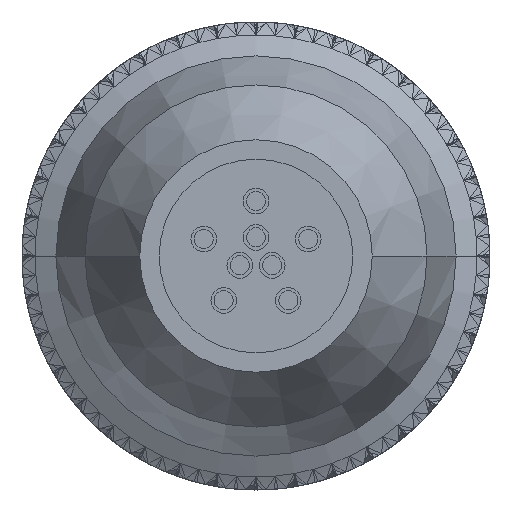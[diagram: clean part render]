
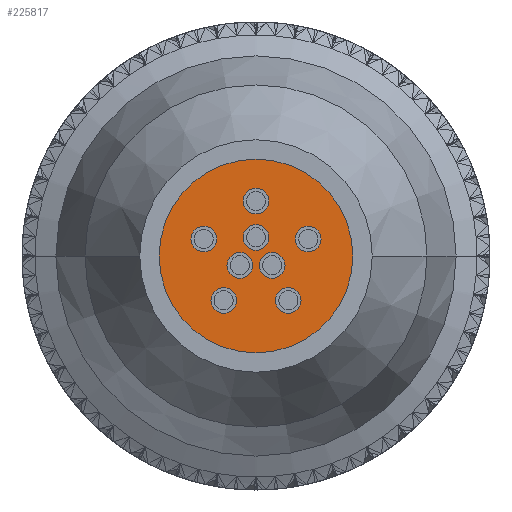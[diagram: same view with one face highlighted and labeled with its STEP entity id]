
A CAD part, left-side view. The second image highlights one B-rep face of the part: STEP entity #225817.
In plain terms, the highlighted face is planar.
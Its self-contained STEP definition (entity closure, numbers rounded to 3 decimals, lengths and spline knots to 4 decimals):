
#224480=CARTESIAN_POINT('',(0.,0.,250.));
#224481=DIRECTION('',(0.,0.,1.));
#224482=DIRECTION('',(1.,0.,0.));
#224483=AXIS2_PLACEMENT_3D('',#224480,#224481,#224482);
#224488=CARTESIAN_POINT('',(0.,0.,250.));
#224489=DIRECTION('',(0.,0.,1.));
#224490=DIRECTION('',(-1.,0.,0.));
#224491=AXIS2_PLACEMENT_3D('',#224488,#224489,#224490);
#224496=CARTESIAN_POINT('',(0.,1.7013,250.));
#224497=DIRECTION('',(0.,0.,1.));
#224498=DIRECTION('',(1.,0.,0.));
#224499=AXIS2_PLACEMENT_3D('',#224496,#224497,#224498);
#224504=CARTESIAN_POINT('',(0.,1.7013,250.));
#224505=DIRECTION('',(0.,0.,1.));
#224506=DIRECTION('',(-1.,0.,0.));
#224507=AXIS2_PLACEMENT_3D('',#224504,#224505,#224506);
#224512=CARTESIAN_POINT('',(1.618,0.5257,250.));
#224513=DIRECTION('',(0.,0.,1.));
#224514=DIRECTION('',(1.,0.,0.));
#224515=AXIS2_PLACEMENT_3D('',#224512,#224513,#224514);
#224520=CARTESIAN_POINT('',(1.618,0.5257,250.));
#224521=DIRECTION('',(0.,0.,1.));
#224522=DIRECTION('',(-1.,0.,0.));
#224523=AXIS2_PLACEMENT_3D('',#224520,#224521,#224522);
#224528=CARTESIAN_POINT('',(1.,-1.3764,250.));
#224529=DIRECTION('',(0.,0.,1.));
#224530=DIRECTION('',(1.,0.,0.));
#224531=AXIS2_PLACEMENT_3D('',#224528,#224529,#224530);
#224536=CARTESIAN_POINT('',(1.,-1.3764,250.));
#224537=DIRECTION('',(0.,0.,1.));
#224538=DIRECTION('',(-1.,0.,0.));
#224539=AXIS2_PLACEMENT_3D('',#224536,#224537,#224538);
#224544=CARTESIAN_POINT('',(-1.,-1.3764,250.));
#224545=DIRECTION('',(0.,0.,1.));
#224546=DIRECTION('',(1.,0.,0.));
#224547=AXIS2_PLACEMENT_3D('',#224544,#224545,#224546);
#224552=CARTESIAN_POINT('',(-1.,-1.3764,250.));
#224553=DIRECTION('',(0.,0.,1.));
#224554=DIRECTION('',(-1.,0.,0.));
#224555=AXIS2_PLACEMENT_3D('',#224552,#224553,#224554);
#224560=CARTESIAN_POINT('',(-1.618,0.5257,250.));
#224561=DIRECTION('',(0.,0.,1.));
#224562=DIRECTION('',(1.,0.,0.));
#224563=AXIS2_PLACEMENT_3D('',#224560,#224561,#224562);
#224568=CARTESIAN_POINT('',(-1.618,0.5257,250.));
#224569=DIRECTION('',(0.,0.,1.));
#224570=DIRECTION('',(-1.,0.,0.));
#224571=AXIS2_PLACEMENT_3D('',#224568,#224569,#224570);
#224576=CARTESIAN_POINT('',(0.,0.5774,250.));
#224577=DIRECTION('',(0.,0.,1.));
#224578=DIRECTION('',(1.,0.,0.));
#224579=AXIS2_PLACEMENT_3D('',#224576,#224577,#224578);
#224584=CARTESIAN_POINT('',(0.,0.5774,250.));
#224585=DIRECTION('',(0.,0.,1.));
#224586=DIRECTION('',(-1.,0.,0.));
#224587=AXIS2_PLACEMENT_3D('',#224584,#224585,#224586);
#224592=CARTESIAN_POINT('',(-0.5,-0.2887,250.));
#224593=DIRECTION('',(0.,0.,1.));
#224594=DIRECTION('',(1.,0.,0.));
#224595=AXIS2_PLACEMENT_3D('',#224592,#224593,#224594);
#224600=CARTESIAN_POINT('',(-0.5,-0.2887,250.));
#224601=DIRECTION('',(0.,0.,1.));
#224602=DIRECTION('',(-1.,0.,0.));
#224603=AXIS2_PLACEMENT_3D('',#224600,#224601,#224602);
#224608=CARTESIAN_POINT('',(0.5,-0.2887,250.));
#224609=DIRECTION('',(0.,0.,1.));
#224610=DIRECTION('',(1.,0.,0.));
#224611=AXIS2_PLACEMENT_3D('',#224608,#224609,#224610);
#224616=CARTESIAN_POINT('',(0.5,-0.2887,250.));
#224617=DIRECTION('',(0.,0.,1.));
#224618=DIRECTION('',(-1.,0.,0.));
#224619=AXIS2_PLACEMENT_3D('',#224616,#224617,#224618);
#225476=CARTESIAN_POINT('',(3.,0.,250.));
#225477=CARTESIAN_POINT('',(-3.,0.,250.));
#225478=VERTEX_POINT('',#225476);
#225479=VERTEX_POINT('',#225477);
#225576=CARTESIAN_POINT('',(0.4,1.7013,250.));
#225577=VERTEX_POINT('',#225576);
#225578=CARTESIAN_POINT('',(-0.4,1.7013,250.));
#225579=VERTEX_POINT('',#225578);
#225580=CARTESIAN_POINT('',(2.018,0.5257,250.));
#225581=VERTEX_POINT('',#225580);
#225582=CARTESIAN_POINT('',(1.218,0.5257,250.));
#225583=VERTEX_POINT('',#225582);
#225584=CARTESIAN_POINT('',(1.4,-1.3764,250.));
#225585=VERTEX_POINT('',#225584);
#225586=CARTESIAN_POINT('',(0.6,-1.3764,250.));
#225587=VERTEX_POINT('',#225586);
#225588=CARTESIAN_POINT('',(-0.6,-1.3764,250.));
#225589=VERTEX_POINT('',#225588);
#225590=CARTESIAN_POINT('',(-1.4,-1.3764,250.));
#225591=VERTEX_POINT('',#225590);
#225592=CARTESIAN_POINT('',(-1.218,0.5257,250.));
#225593=VERTEX_POINT('',#225592);
#225594=CARTESIAN_POINT('',(-2.018,0.5257,250.));
#225595=VERTEX_POINT('',#225594);
#225596=CARTESIAN_POINT('',(0.4,0.5774,250.));
#225597=VERTEX_POINT('',#225596);
#225598=CARTESIAN_POINT('',(-0.4,0.5774,250.));
#225599=VERTEX_POINT('',#225598);
#225600=CARTESIAN_POINT('',(-0.1,-0.2887,250.));
#225601=VERTEX_POINT('',#225600);
#225602=CARTESIAN_POINT('',(-0.9,-0.2887,250.));
#225603=VERTEX_POINT('',#225602);
#225604=CARTESIAN_POINT('',(0.9,-0.2887,250.));
#225605=VERTEX_POINT('',#225604);
#225606=CARTESIAN_POINT('',(0.1,-0.2887,250.));
#225607=VERTEX_POINT('',#225606);
#225760=CARTESIAN_POINT('',(0.,0.,250.));
#225761=DIRECTION('',(0.,0.,1.));
#225762=DIRECTION('',(1.,0.,0.));
#225763=AXIS2_PLACEMENT_3D('',#225760,#225761,#225762);
#225764=PLANE('',#225763);
#225765=ORIENTED_EDGE('',*,*,#225740,.F.);
#225766=ORIENTED_EDGE('',*,*,#225754,.F.);
#225767=EDGE_LOOP('',(#225765,#225766));
#225768=FACE_OUTER_BOUND('',#225767,.F.);
#225770=ORIENTED_EDGE('',*,*,#225769,.T.);
#225772=ORIENTED_EDGE('',*,*,#225771,.T.);
#225773=EDGE_LOOP('',(#225770,#225772));
#225774=FACE_BOUND('',#225773,.F.);
#225776=ORIENTED_EDGE('',*,*,#225775,.T.);
#225778=ORIENTED_EDGE('',*,*,#225777,.T.);
#225779=EDGE_LOOP('',(#225776,#225778));
#225780=FACE_BOUND('',#225779,.F.);
#225782=ORIENTED_EDGE('',*,*,#225781,.T.);
#225784=ORIENTED_EDGE('',*,*,#225783,.T.);
#225785=EDGE_LOOP('',(#225782,#225784));
#225786=FACE_BOUND('',#225785,.F.);
#225788=ORIENTED_EDGE('',*,*,#225787,.T.);
#225790=ORIENTED_EDGE('',*,*,#225789,.T.);
#225791=EDGE_LOOP('',(#225788,#225790));
#225792=FACE_BOUND('',#225791,.F.);
#225794=ORIENTED_EDGE('',*,*,#225793,.T.);
#225796=ORIENTED_EDGE('',*,*,#225795,.T.);
#225797=EDGE_LOOP('',(#225794,#225796));
#225798=FACE_BOUND('',#225797,.F.);
#225800=ORIENTED_EDGE('',*,*,#225799,.T.);
#225802=ORIENTED_EDGE('',*,*,#225801,.T.);
#225803=EDGE_LOOP('',(#225800,#225802));
#225804=FACE_BOUND('',#225803,.F.);
#225806=ORIENTED_EDGE('',*,*,#225805,.T.);
#225808=ORIENTED_EDGE('',*,*,#225807,.T.);
#225809=EDGE_LOOP('',(#225806,#225808));
#225810=FACE_BOUND('',#225809,.F.);
#225812=ORIENTED_EDGE('',*,*,#225811,.T.);
#225814=ORIENTED_EDGE('',*,*,#225813,.T.);
#225815=EDGE_LOOP('',(#225812,#225814));
#225816=FACE_BOUND('',#225815,.F.);
#225817=ADVANCED_FACE('',(#225768,#225774,#225780,#225786,#225792,#225798,
#225804,#225810,#225816),#225764,.T.);
#224484=CIRCLE('',#224483,3.);
#224492=CIRCLE('',#224491,3.);
#224500=CIRCLE('',#224499,0.4);
#224508=CIRCLE('',#224507,0.4);
#224516=CIRCLE('',#224515,0.4);
#224524=CIRCLE('',#224523,0.4);
#224532=CIRCLE('',#224531,0.4);
#224540=CIRCLE('',#224539,0.4);
#224548=CIRCLE('',#224547,0.4);
#224556=CIRCLE('',#224555,0.4);
#224564=CIRCLE('',#224563,0.4);
#224572=CIRCLE('',#224571,0.4);
#224580=CIRCLE('',#224579,0.4);
#224588=CIRCLE('',#224587,0.4);
#224596=CIRCLE('',#224595,0.4);
#224604=CIRCLE('',#224603,0.4);
#224612=CIRCLE('',#224611,0.4);
#224620=CIRCLE('',#224619,0.4);
#225740=EDGE_CURVE('',#225478,#225479,#224484,.T.);
#225754=EDGE_CURVE('',#225479,#225478,#224492,.T.);
#225769=EDGE_CURVE('',#225577,#225579,#224500,.T.);
#225771=EDGE_CURVE('',#225579,#225577,#224508,.T.);
#225775=EDGE_CURVE('',#225581,#225583,#224516,.T.);
#225777=EDGE_CURVE('',#225583,#225581,#224524,.T.);
#225781=EDGE_CURVE('',#225585,#225587,#224532,.T.);
#225783=EDGE_CURVE('',#225587,#225585,#224540,.T.);
#225787=EDGE_CURVE('',#225589,#225591,#224548,.T.);
#225789=EDGE_CURVE('',#225591,#225589,#224556,.T.);
#225793=EDGE_CURVE('',#225593,#225595,#224564,.T.);
#225795=EDGE_CURVE('',#225595,#225593,#224572,.T.);
#225799=EDGE_CURVE('',#225597,#225599,#224580,.T.);
#225801=EDGE_CURVE('',#225599,#225597,#224588,.T.);
#225805=EDGE_CURVE('',#225601,#225603,#224596,.T.);
#225807=EDGE_CURVE('',#225603,#225601,#224604,.T.);
#225811=EDGE_CURVE('',#225605,#225607,#224612,.T.);
#225813=EDGE_CURVE('',#225607,#225605,#224620,.T.);
